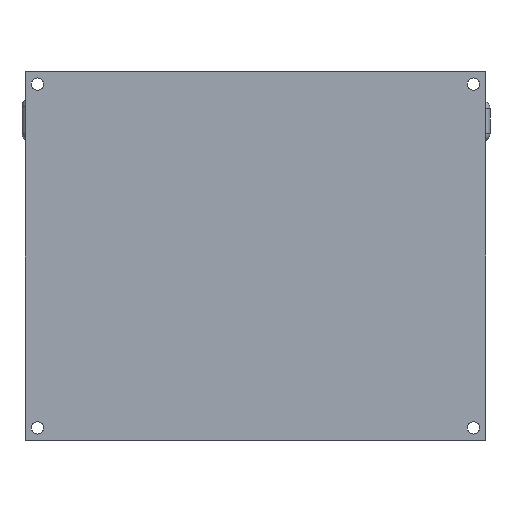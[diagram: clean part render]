
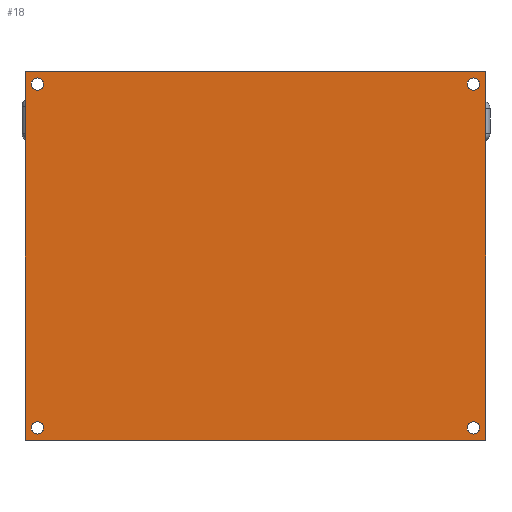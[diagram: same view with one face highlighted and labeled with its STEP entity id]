
A CAD part, front view. The second image highlights one B-rep face of the part: STEP entity #18.
In plain terms, the highlighted planar face has unit normal (0, -1, 0).
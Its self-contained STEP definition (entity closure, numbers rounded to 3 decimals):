
#18 = ADVANCED_FACE ( 'NONE', ( #2628, #1462, #1683, #1871, #1434 ), #20, .T. ) ;
#20 = PLANE ( 'NONE',  #1669 ) ;
#54 = AXIS2_PLACEMENT_3D ( 'NONE', #2906, #1294, #815 ) ;
#86 = DIRECTION ( 'NONE',  ( -1., 0., 0. ) ) ;
#114 = ORIENTED_EDGE ( 'NONE', *, *, #603, .T. ) ;
#118 = VERTEX_POINT ( 'NONE', #605 ) ;
#200 = CARTESIAN_POINT ( 'NONE',  ( 71., 0., 58. ) ) ;
#230 = ORIENTED_EDGE ( 'NONE', *, *, #2275, .T. ) ;
#253 = CARTESIAN_POINT ( 'NONE',  ( 0., 0., 0. ) ) ;
#364 = EDGE_LOOP ( 'NONE', ( #1283, #1932, #2767, #1173 ) ) ;
#429 = CARTESIAN_POINT ( 'NONE',  ( -71., 0., 56. ) ) ;
#439 = AXIS2_PLACEMENT_3D ( 'NONE', #429, #2042, #894 ) ;
#442 = VERTEX_POINT ( 'NONE', #1201 ) ;
#446 = DIRECTION ( 'NONE',  ( 0., 1., 0. ) ) ;
#453 = ORIENTED_EDGE ( 'NONE', *, *, #2684, .T. ) ;
#488 = DIRECTION ( 'NONE',  ( 0., 0., -1. ) ) ;
#500 = ORIENTED_EDGE ( 'NONE', *, *, #1651, .T. ) ;
#530 = VERTEX_POINT ( 'NONE', #1478 ) ;
#538 = AXIS2_PLACEMENT_3D ( 'NONE', #1011, #2181, #1490 ) ;
#549 = VECTOR ( 'NONE', #86, 1000. ) ;
#586 = VECTOR ( 'NONE', #488, 1000. ) ;
#603 = EDGE_CURVE ( 'NONE', #1974, #118, #2097, .T. ) ;
#605 = CARTESIAN_POINT ( 'NONE',  ( -71., 0., 54. ) ) ;
#613 = DIRECTION ( 'NONE',  ( 1., 0., 0. ) ) ;
#617 = DIRECTION ( 'NONE',  ( 0., 1., 0. ) ) ;
#627 = VERTEX_POINT ( 'NONE', #1115 ) ;
#701 = VERTEX_POINT ( 'NONE', #1549 ) ;
#707 = CARTESIAN_POINT ( 'NONE',  ( 71., 0., -58. ) ) ;
#725 = DIRECTION ( 'NONE',  ( 0., 0., -1. ) ) ;
#770 = DIRECTION ( 'NONE',  ( 0., 0., 1. ) ) ;
#781 = ORIENTED_EDGE ( 'NONE', *, *, #2828, .T. ) ;
#815 = DIRECTION ( 'NONE',  ( 0., 0., 1. ) ) ;
#894 = DIRECTION ( 'NONE',  ( 0., 0., 1. ) ) ;
#901 = EDGE_CURVE ( 'NONE', #442, #1945, #1057, .T. ) ;
#1011 = CARTESIAN_POINT ( 'NONE',  ( -71., 0., -56. ) ) ;
#1038 = CIRCLE ( 'NONE', #2248, 2. ) ;
#1053 = CARTESIAN_POINT ( 'NONE',  ( -71., 0., -54. ) ) ;
#1057 = LINE ( 'NONE', #2680, #549 ) ;
#1081 = AXIS2_PLACEMENT_3D ( 'NONE', #2629, #2411, #2392 ) ;
#1115 = CARTESIAN_POINT ( 'NONE',  ( 71., 0., 54. ) ) ;
#1124 = AXIS2_PLACEMENT_3D ( 'NONE', #1583, #617, #2968 ) ;
#1131 = DIRECTION ( 'NONE',  ( 0., 1., 0. ) ) ;
#1145 = EDGE_CURVE ( 'NONE', #2992, #530, #2237, .T. ) ;
#1170 = CIRCLE ( 'NONE', #54, 2. ) ;
#1173 = ORIENTED_EDGE ( 'NONE', *, *, #901, .F. ) ;
#1196 = CARTESIAN_POINT ( 'NONE',  ( 71., 0., -56. ) ) ;
#1201 = CARTESIAN_POINT ( 'NONE',  ( 75., 0., -60. ) ) ;
#1265 = AXIS2_PLACEMENT_3D ( 'NONE', #1196, #1131, #1423 ) ;
#1279 = CIRCLE ( 'NONE', #1081, 2. ) ;
#1283 = ORIENTED_EDGE ( 'NONE', *, *, #2755, .F. ) ;
#1294 = DIRECTION ( 'NONE',  ( 0., 1., 0. ) ) ;
#1295 = VERTEX_POINT ( 'NONE', #200 ) ;
#1320 = VERTEX_POINT ( 'NONE', #1850 ) ;
#1326 = CARTESIAN_POINT ( 'NONE',  ( -71., 0., 58. ) ) ;
#1380 = VECTOR ( 'NONE', #613, 1000. ) ;
#1412 = CIRCLE ( 'NONE', #1265, 2. ) ;
#1423 = DIRECTION ( 'NONE',  ( 0., 0., 1. ) ) ;
#1434 = FACE_BOUND ( 'NONE', #2553, .T. ) ;
#1462 = FACE_BOUND ( 'NONE', #1899, .T. ) ;
#1478 = CARTESIAN_POINT ( 'NONE',  ( 75., 0., 60. ) ) ;
#1490 = DIRECTION ( 'NONE',  ( 0., 0., 1. ) ) ;
#1516 = ORIENTED_EDGE ( 'NONE', *, *, #2568, .T. ) ;
#1549 = CARTESIAN_POINT ( 'NONE',  ( 71., 0., -54. ) ) ;
#1551 = ORIENTED_EDGE ( 'NONE', *, *, #1811, .T. ) ;
#1583 = CARTESIAN_POINT ( 'NONE',  ( -71., 0., 56. ) ) ;
#1614 = AXIS2_PLACEMENT_3D ( 'NONE', #2540, #446, #770 ) ;
#1651 = EDGE_CURVE ( 'NONE', #2766, #701, #1412, .T. ) ;
#1665 = CIRCLE ( 'NONE', #1614, 2. ) ;
#1669 = AXIS2_PLACEMENT_3D ( 'NONE', #253, #1884, #725 ) ;
#1683 = FACE_OUTER_BOUND ( 'NONE', #364, .T. ) ;
#1811 = EDGE_CURVE ( 'NONE', #1320, #2240, #2885, .T. ) ;
#1850 = CARTESIAN_POINT ( 'NONE',  ( -71., 0., -58. ) ) ;
#1871 = FACE_BOUND ( 'NONE', #2227, .T. ) ;
#1884 = DIRECTION ( 'NONE',  ( 0., -1., 0. ) ) ;
#1889 = DIRECTION ( 'NONE',  ( 0., 0., 1. ) ) ;
#1899 = EDGE_LOOP ( 'NONE', ( #1551, #2221 ) ) ;
#1932 = ORIENTED_EDGE ( 'NONE', *, *, #1145, .F. ) ;
#1945 = VERTEX_POINT ( 'NONE', #2693 ) ;
#1974 = VERTEX_POINT ( 'NONE', #1326 ) ;
#2042 = DIRECTION ( 'NONE',  ( 0., 1., 0. ) ) ;
#2080 = EDGE_LOOP ( 'NONE', ( #230, #781 ) ) ;
#2095 = VECTOR ( 'NONE', #1889, 1000. ) ;
#2097 = CIRCLE ( 'NONE', #1124, 2. ) ;
#2104 = CARTESIAN_POINT ( 'NONE',  ( 75., 0., 60. ) ) ;
#2124 = EDGE_CURVE ( 'NONE', #1945, #2992, #2844, .T. ) ;
#2164 = CARTESIAN_POINT ( 'NONE',  ( -75., 0., 60. ) ) ;
#2181 = DIRECTION ( 'NONE',  ( 0., 1., 0. ) ) ;
#2221 = ORIENTED_EDGE ( 'NONE', *, *, #2416, .T. ) ;
#2227 = EDGE_LOOP ( 'NONE', ( #500, #1516 ) ) ;
#2237 = LINE ( 'NONE', #2521, #1380 ) ;
#2240 = VERTEX_POINT ( 'NONE', #1053 ) ;
#2248 = AXIS2_PLACEMENT_3D ( 'NONE', #2991, #2550, #2566 ) ;
#2275 = EDGE_CURVE ( 'NONE', #627, #1295, #1170, .T. ) ;
#2347 = CARTESIAN_POINT ( 'NONE',  ( -75., 0., 60. ) ) ;
#2392 = DIRECTION ( 'NONE',  ( 0., 0., 1. ) ) ;
#2411 = DIRECTION ( 'NONE',  ( 0., 1., 0. ) ) ;
#2416 = EDGE_CURVE ( 'NONE', #2240, #1320, #1038, .T. ) ;
#2521 = CARTESIAN_POINT ( 'NONE',  ( -75., 0., 60. ) ) ;
#2540 = CARTESIAN_POINT ( 'NONE',  ( 71., 0., 56. ) ) ;
#2550 = DIRECTION ( 'NONE',  ( 0., 1., 0. ) ) ;
#2553 = EDGE_LOOP ( 'NONE', ( #453, #114 ) ) ;
#2566 = DIRECTION ( 'NONE',  ( 0., 0., 1. ) ) ;
#2568 = EDGE_CURVE ( 'NONE', #701, #2766, #1279, .T. ) ;
#2628 = FACE_BOUND ( 'NONE', #2080, .T. ) ;
#2629 = CARTESIAN_POINT ( 'NONE',  ( 71., 0., -56. ) ) ;
#2680 = CARTESIAN_POINT ( 'NONE',  ( -75., 0., -60. ) ) ;
#2684 = EDGE_CURVE ( 'NONE', #118, #1974, #2834, .T. ) ;
#2693 = CARTESIAN_POINT ( 'NONE',  ( -75., 0., -60. ) ) ;
#2755 = EDGE_CURVE ( 'NONE', #530, #442, #2772, .T. ) ;
#2766 = VERTEX_POINT ( 'NONE', #707 ) ;
#2767 = ORIENTED_EDGE ( 'NONE', *, *, #2124, .F. ) ;
#2772 = LINE ( 'NONE', #2104, #586 ) ;
#2828 = EDGE_CURVE ( 'NONE', #1295, #627, #1665, .T. ) ;
#2834 = CIRCLE ( 'NONE', #439, 2. ) ;
#2844 = LINE ( 'NONE', #2164, #2095 ) ;
#2885 = CIRCLE ( 'NONE', #538, 2. ) ;
#2906 = CARTESIAN_POINT ( 'NONE',  ( 71., 0., 56. ) ) ;
#2968 = DIRECTION ( 'NONE',  ( 0., 0., 1. ) ) ;
#2991 = CARTESIAN_POINT ( 'NONE',  ( -71., 0., -56. ) ) ;
#2992 = VERTEX_POINT ( 'NONE', #2347 ) ;
